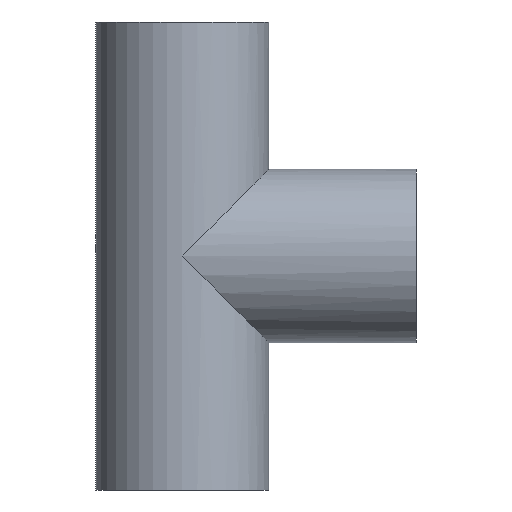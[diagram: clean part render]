
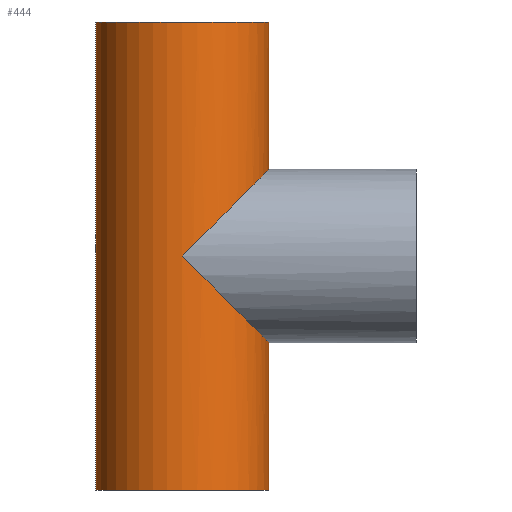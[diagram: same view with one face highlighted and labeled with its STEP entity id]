
A CAD part, front view. The second image highlights one B-rep face of the part: STEP entity #444.
In plain terms, the highlighted cylindrical face has radius 70 mm (diameter 140 mm), a partial arc.
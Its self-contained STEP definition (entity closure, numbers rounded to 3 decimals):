
#3 = CIRCLE ( 'NONE', #54, 70. ) ;
#4 = CARTESIAN_POINT ( 'NONE',  ( 0., 0., 189. ) ) ;
#9 = EDGE_CURVE ( 'NONE', #81, #325, #366, .T. ) ;
#16 = ORIENTED_EDGE ( 'NONE', *, *, #303, .T. ) ;
#34 = VECTOR ( 'NONE', #426, 1000. ) ;
#41 = CYLINDRICAL_SURFACE ( 'NONE', #69, 70. ) ;
#54 = AXIS2_PLACEMENT_3D ( 'NONE', #277, #145, #211 ) ;
#59 = CARTESIAN_POINT ( 'NONE',  ( -70., 0., 189. ) ) ;
#62 = CARTESIAN_POINT ( 'NONE',  ( 70., -41.005, 70. ) ) ;
#69 = AXIS2_PLACEMENT_3D ( 'NONE', #4, #351, #113 ) ;
#81 = VERTEX_POINT ( 'NONE', #158 ) ;
#100 = CARTESIAN_POINT ( 'NONE',  ( 0., -70., 0. ) ) ;
#107 = CARTESIAN_POINT ( 'NONE',  ( 70., 0., 189. ) ) ;
#109 = EDGE_LOOP ( 'NONE', ( #395, #130, #16, #252, #164, #284, #452 ) ) ;
#113 = DIRECTION ( 'NONE',  ( -1., 0., 0. ) ) ;
#130 = ORIENTED_EDGE ( 'NONE', *, *, #240, .F. ) ;
#138 = CARTESIAN_POINT ( 'NONE',  ( 41.005, -70., -41.005 ) ) ;
#144 = DIRECTION ( 'NONE',  ( 0., 0., -1. ) ) ;
#145 = DIRECTION ( 'NONE',  ( 0., 0., 1. ) ) ;
#156 = VECTOR ( 'NONE', #274, 1000. ) ;
#158 = CARTESIAN_POINT ( 'NONE',  ( 70., 0., -70. ) ) ;
#160 = VERTEX_POINT ( 'NONE', #59 ) ;
#164 = ORIENTED_EDGE ( 'NONE', *, *, #9, .F. ) ;
#165 = CARTESIAN_POINT ( 'NONE',  ( 70., 0., 189. ) ) ;
#172 = CARTESIAN_POINT ( 'NONE',  ( 0., 0., -189. ) ) ;
#193 = EDGE_CURVE ( 'NONE', #398, #259, #276, .T. ) ;
#200 = AXIS2_PLACEMENT_3D ( 'NONE', #172, #238, #210 ) ;
#208 = CARTESIAN_POINT ( 'NONE',  ( 70., -41.005, -70. ) ) ;
#210 = DIRECTION ( 'NONE',  ( 1., 0., 0. ) ) ;
#211 = DIRECTION ( 'NONE',  ( 1., 0., 0. ) ) ;
#237 = EDGE_CURVE ( 'NONE', #259, #81, #412, .T. ) ;
#238 = DIRECTION ( 'NONE',  ( 0., 0., 1. ) ) ;
#240 = EDGE_CURVE ( 'NONE', #160, #246, #3, .T. ) ;
#242 = CARTESIAN_POINT ( 'NONE',  ( 0., -70., 0. ) ) ;
#246 = VERTEX_POINT ( 'NONE', #107 ) ;
#252 = ORIENTED_EDGE ( 'NONE', *, *, #279, .T. ) ;
#259 = VERTEX_POINT ( 'NONE', #242 ) ;
#274 = DIRECTION ( 'NONE',  ( 0., 0., -1. ) ) ;
#276 =( BOUNDED_CURVE ( )  B_SPLINE_CURVE ( 3, ( #446, #62, #316, #280 ),
 .UNSPECIFIED., .F., .T. ) 
 B_SPLINE_CURVE_WITH_KNOTS ( ( 4, 4 ),
 ( 3.142, 4.712 ),
 .UNSPECIFIED. ) 
 CURVE ( )  GEOMETRIC_REPRESENTATION_ITEM ( )  RATIONAL_B_SPLINE_CURVE ( ( 1., 0.805, 0.805, 1. ) ) 
 REPRESENTATION_ITEM ( '' )  );
#277 = CARTESIAN_POINT ( 'NONE',  ( 0., 0., 189. ) ) ;
#279 = EDGE_CURVE ( 'NONE', #352, #325, #418, .T. ) ;
#280 = CARTESIAN_POINT ( 'NONE',  ( 0., -70., 0. ) ) ;
#284 = ORIENTED_EDGE ( 'NONE', *, *, #237, .F. ) ;
#303 = EDGE_CURVE ( 'NONE', #160, #352, #378, .T. ) ;
#313 = VECTOR ( 'NONE', #144, 1000. ) ;
#314 = EDGE_CURVE ( 'NONE', #246, #398, #315, .T. ) ;
#315 = LINE ( 'NONE', #447, #313 ) ;
#316 = CARTESIAN_POINT ( 'NONE',  ( 41.005, -70., 41.005 ) ) ;
#319 = FACE_OUTER_BOUND ( 'NONE', #109, .T. ) ;
#325 = VERTEX_POINT ( 'NONE', #415 ) ;
#341 = CARTESIAN_POINT ( 'NONE',  ( 70., 0., -70. ) ) ;
#351 = DIRECTION ( 'NONE',  ( 0., 0., -1. ) ) ;
#352 = VERTEX_POINT ( 'NONE', #386 ) ;
#355 = CARTESIAN_POINT ( 'NONE',  ( 70., 0., 70. ) ) ;
#366 = LINE ( 'NONE', #165, #34 ) ;
#378 = LINE ( 'NONE', #383, #156 ) ;
#383 = CARTESIAN_POINT ( 'NONE',  ( -70., 0., 189. ) ) ;
#386 = CARTESIAN_POINT ( 'NONE',  ( -70., 0., -189. ) ) ;
#395 = ORIENTED_EDGE ( 'NONE', *, *, #314, .F. ) ;
#398 = VERTEX_POINT ( 'NONE', #355 ) ;
#412 =( BOUNDED_CURVE ( )  B_SPLINE_CURVE ( 3, ( #100, #138, #208, #341 ),
 .UNSPECIFIED., .F., .F. ) 
 B_SPLINE_CURVE_WITH_KNOTS ( ( 4, 4 ),
 ( 4.712, 6.283 ),
 .UNSPECIFIED. ) 
 CURVE ( )  GEOMETRIC_REPRESENTATION_ITEM ( )  RATIONAL_B_SPLINE_CURVE ( ( 1., 0.805, 0.805, 1. ) ) 
 REPRESENTATION_ITEM ( '' )  );
#415 = CARTESIAN_POINT ( 'NONE',  ( 70., 0., -189. ) ) ;
#418 = CIRCLE ( 'NONE', #200, 70. ) ;
#426 = DIRECTION ( 'NONE',  ( 0., 0., -1. ) ) ;
#444 = ADVANCED_FACE ( 'NONE', ( #319 ), #41, .T. ) ;
#446 = CARTESIAN_POINT ( 'NONE',  ( 70., 0., 70. ) ) ;
#447 = CARTESIAN_POINT ( 'NONE',  ( 70., 0., 189. ) ) ;
#452 = ORIENTED_EDGE ( 'NONE', *, *, #193, .F. ) ;
